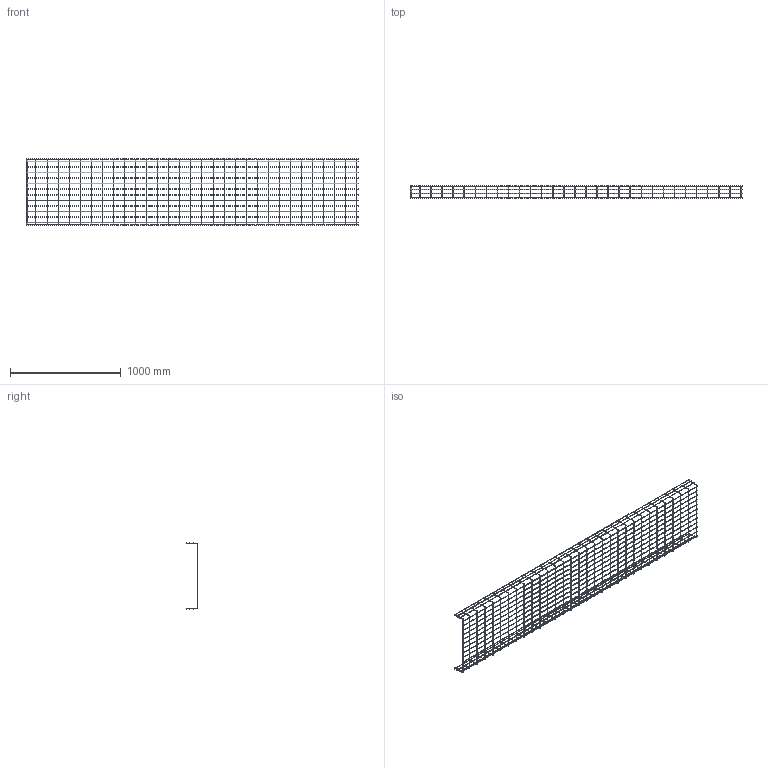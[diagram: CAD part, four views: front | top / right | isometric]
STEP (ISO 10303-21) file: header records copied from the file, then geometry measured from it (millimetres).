
FILE_DESCRIPTION (( 'STEP AP214' ), '1' );
FILE_NAME ('6002417.stp', '2016-07-14T09:04:52', ( '' ), ( '' ), 'SwSTEP 2.0', 'SolidWorks 2014', '' );
FILE_SCHEMA (( 'AUTOMOTIVE_DESIGN' ));
Length unit declared in the file: millimetre
Products named in the file (1): 6002417
Bounding box: 3000 x 107.94 x 600 mm (x, y, z)
Volume: 1369809.4 mm3; surface area: 1155694.1 mm2
Topology: 1 solids, 1 shells, 456 faces, 3116 edges, 1992 vertices
Faces by surface type: cylinder 228, torus 128, plane 100
Entity records: 60316 total; most frequent: CARTESIAN_POINT 38587, ORIENTED_EDGE 6232, EDGE_CURVE 3116, DIRECTION 2842, VERTEX_POINT 1992, B_SPLINE_CURVE_WITH_KNOTS 1536, VECTOR 996, LINE 996
